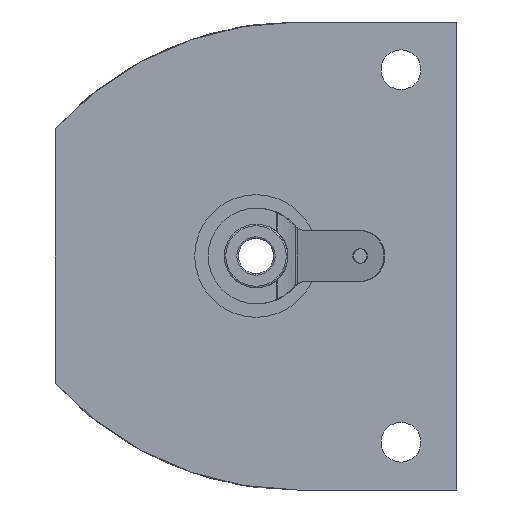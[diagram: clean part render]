
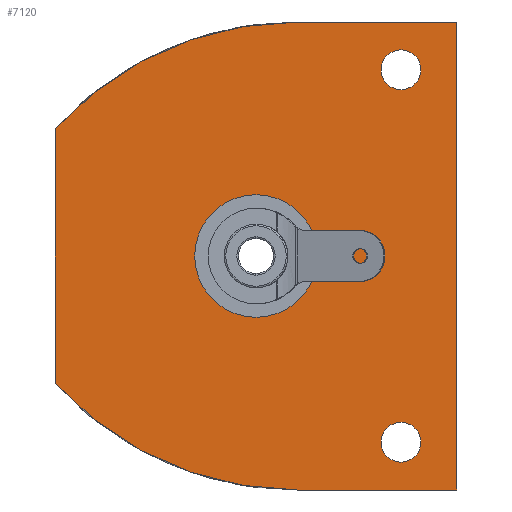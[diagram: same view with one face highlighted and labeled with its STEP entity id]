
A CAD part, left-side view. The second image highlights one B-rep face of the part: STEP entity #7120.
In plain terms, the highlighted planar face has unit normal (-1, 0, 0).
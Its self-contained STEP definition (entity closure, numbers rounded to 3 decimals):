
#26 = AXIS2_PLACEMENT_3D ( 'NONE', #33, #6432, #5198 ) ;
#33 = CARTESIAN_POINT ( 'NONE',  ( -30.6, 3.5, -11.695 ) ) ;
#83 = CIRCLE ( 'NONE', #26, 1.25 ) ;
#141 = CIRCLE ( 'NONE', #1319, 20.602 ) ;
#443 = CARTESIAN_POINT ( 'NONE',  ( -30.6, 3.5, 12.945 ) ) ;
#484 = CIRCLE ( 'NONE', #3355, 1.25 ) ;
#523 = CARTESIAN_POINT ( 'NONE',  ( -30.6, 12.6, 3.85 ) ) ;
#620 = EDGE_CURVE ( 'NONE', #7036, #2175, #484, .T. ) ;
#723 = CARTESIAN_POINT ( 'NONE',  ( -30.6, 10., 14.695 ) ) ;
#751 = CARTESIAN_POINT ( 'NONE',  ( -30.6, 0., 14.695 ) ) ;
#778 = ORIENTED_EDGE ( 'NONE', *, *, #6730, .T. ) ;
#1117 = EDGE_CURVE ( 'NONE', #1288, #4444, #6159, .T. ) ;
#1182 = VERTEX_POINT ( 'NONE', #6295 ) ;
#1213 = VERTEX_POINT ( 'NONE', #1842 ) ;
#1288 = VERTEX_POINT ( 'NONE', #2538 ) ;
#1319 = AXIS2_PLACEMENT_3D ( 'NONE', #2139, #6669, #3453 ) ;
#1334 = CARTESIAN_POINT ( 'NONE',  ( -30.6, 0., 14.695 ) ) ;
#1369 = CIRCLE ( 'NONE', #5960, 3.85 ) ;
#1423 = FACE_BOUND ( 'NONE', #8139, .T. ) ;
#1544 = EDGE_CURVE ( 'NONE', #2175, #7036, #8369, .T. ) ;
#1623 = LINE ( 'NONE', #3271, #6668 ) ;
#1629 = CARTESIAN_POINT ( 'NONE',  ( -30.6, 3.5, -10.445 ) ) ;
#1705 = EDGE_LOOP ( 'NONE', ( #4803, #8357, #7313, #4650, #3484, #2596 ) ) ;
#1815 = ORIENTED_EDGE ( 'NONE', *, *, #5282, .T. ) ;
#1842 = CARTESIAN_POINT ( 'NONE',  ( -30.6, 0., -14.695 ) ) ;
#2036 = DIRECTION ( 'NONE',  ( 0., 0., -1. ) ) ;
#2131 = CARTESIAN_POINT ( 'NONE',  ( -30.6, 3.5, 10.445 ) ) ;
#2139 = CARTESIAN_POINT ( 'NONE',  ( -30.6, 10., -5.907 ) ) ;
#2175 = VERTEX_POINT ( 'NONE', #2131 ) ;
#2268 = DIRECTION ( 'NONE',  ( 0., 0., -1. ) ) ;
#2538 = CARTESIAN_POINT ( 'NONE',  ( -30.6, 25.2, -8. ) ) ;
#2570 = VERTEX_POINT ( 'NONE', #4020 ) ;
#2596 = ORIENTED_EDGE ( 'NONE', *, *, #6888, .F. ) ;
#2840 = EDGE_CURVE ( 'NONE', #4519, #3794, #1369, .T. ) ;
#2884 = DIRECTION ( 'NONE',  ( 0., 0., -1. ) ) ;
#2911 = ORIENTED_EDGE ( 'NONE', *, *, #7215, .T. ) ;
#2933 = CIRCLE ( 'NONE', #3384, 3.85 ) ;
#3018 = DIRECTION ( 'NONE',  ( 1., 0., 0. ) ) ;
#3051 = DIRECTION ( 'NONE',  ( 1., 0., 0. ) ) ;
#3156 = PLANE ( 'NONE',  #8031 ) ;
#3198 = DIRECTION ( 'NONE',  ( 0., 0., -1. ) ) ;
#3271 = CARTESIAN_POINT ( 'NONE',  ( -30.6, 0., -14.695 ) ) ;
#3355 = AXIS2_PLACEMENT_3D ( 'NONE', #6696, #6196, #2884 ) ;
#3379 = DIRECTION ( 'NONE',  ( 0., -1., 0. ) ) ;
#3384 = AXIS2_PLACEMENT_3D ( 'NONE', #7922, #6548, #2036 ) ;
#3417 = EDGE_LOOP ( 'NONE', ( #1815, #778 ) ) ;
#3453 = DIRECTION ( 'NONE',  ( 0., 0., -1. ) ) ;
#3484 = ORIENTED_EDGE ( 'NONE', *, *, #7173, .F. ) ;
#3582 = VERTEX_POINT ( 'NONE', #1629 ) ;
#3680 = DIRECTION ( 'NONE',  ( 0., 0., -1. ) ) ;
#3757 = FACE_BOUND ( 'NONE', #6747, .T. ) ;
#3794 = VERTEX_POINT ( 'NONE', #6456 ) ;
#3830 = DIRECTION ( 'NONE',  ( 1., 0., 0. ) ) ;
#3845 = DIRECTION ( 'NONE',  ( 0., 0., -1. ) ) ;
#4020 = CARTESIAN_POINT ( 'NONE',  ( -30.6, 3.5, -12.945 ) ) ;
#4055 = EDGE_CURVE ( 'NONE', #7859, #4634, #7406, .T. ) ;
#4262 = AXIS2_PLACEMENT_3D ( 'NONE', #7565, #3051, #6470 ) ;
#4380 = CARTESIAN_POINT ( 'NONE',  ( -30.6, 12.6, 0. ) ) ;
#4444 = VERTEX_POINT ( 'NONE', #6284 ) ;
#4519 = VERTEX_POINT ( 'NONE', #523 ) ;
#4634 = VERTEX_POINT ( 'NONE', #1334 ) ;
#4650 = ORIENTED_EDGE ( 'NONE', *, *, #4804, .F. ) ;
#4803 = ORIENTED_EDGE ( 'NONE', *, *, #4055, .F. ) ;
#4804 = EDGE_CURVE ( 'NONE', #1182, #1288, #7097, .T. ) ;
#4896 = VECTOR ( 'NONE', #3379, 1000. ) ;
#4908 = ORIENTED_EDGE ( 'NONE', *, *, #620, .T. ) ;
#5070 = EDGE_CURVE ( 'NONE', #4444, #7859, #141, .T. ) ;
#5104 = ORIENTED_EDGE ( 'NONE', *, *, #2840, .T. ) ;
#5162 = FACE_OUTER_BOUND ( 'NONE', #1705, .T. ) ;
#5198 = DIRECTION ( 'NONE',  ( 0., 0., -1. ) ) ;
#5282 = EDGE_CURVE ( 'NONE', #2570, #3582, #83, .T. ) ;
#5473 = AXIS2_PLACEMENT_3D ( 'NONE', #7686, #3830, #3198 ) ;
#5842 = DIRECTION ( 'NONE',  ( 1., 0., 0. ) ) ;
#5960 = AXIS2_PLACEMENT_3D ( 'NONE', #4380, #3018, #3680 ) ;
#5971 = CARTESIAN_POINT ( 'NONE',  ( -30.6, 10., 5.907 ) ) ;
#6159 = LINE ( 'NONE', #6273, #7053 ) ;
#6196 = DIRECTION ( 'NONE',  ( 1., 0., 0. ) ) ;
#6215 = ORIENTED_EDGE ( 'NONE', *, *, #1544, .T. ) ;
#6273 = CARTESIAN_POINT ( 'NONE',  ( -30.6, 25.2, 8. ) ) ;
#6284 = CARTESIAN_POINT ( 'NONE',  ( -30.6, 25.2, 8. ) ) ;
#6295 = CARTESIAN_POINT ( 'NONE',  ( -30.6, 10., -14.695 ) ) ;
#6432 = DIRECTION ( 'NONE',  ( 1., 0., 0. ) ) ;
#6456 = CARTESIAN_POINT ( 'NONE',  ( -30.6, 12.6, -3.85 ) ) ;
#6470 = DIRECTION ( 'NONE',  ( 0., 0., -1. ) ) ;
#6548 = DIRECTION ( 'NONE',  ( 1., 0., 0. ) ) ;
#6586 = DIRECTION ( 'NONE',  ( 0., 0., 1. ) ) ;
#6668 = VECTOR ( 'NONE', #7788, 1000. ) ;
#6669 = DIRECTION ( 'NONE',  ( 1., 0., 0. ) ) ;
#6696 = CARTESIAN_POINT ( 'NONE',  ( -30.6, 3.5, 11.695 ) ) ;
#6730 = EDGE_CURVE ( 'NONE', #3582, #2570, #7576, .T. ) ;
#6747 = EDGE_LOOP ( 'NONE', ( #6215, #4908 ) ) ;
#6870 = VECTOR ( 'NONE', #2268, 1000. ) ;
#6888 = EDGE_CURVE ( 'NONE', #4634, #1213, #7879, .T. ) ;
#7036 = VERTEX_POINT ( 'NONE', #443 ) ;
#7053 = VECTOR ( 'NONE', #8325, 1000. ) ;
#7097 = CIRCLE ( 'NONE', #8128, 20.602 ) ;
#7120 = ADVANCED_FACE ( 'NONE', ( #7372, #3757, #1423, #5162 ), #3156, .F. ) ;
#7173 = EDGE_CURVE ( 'NONE', #1213, #1182, #1623, .T. ) ;
#7200 = DIRECTION ( 'NONE',  ( 1., 0., 0. ) ) ;
#7215 = EDGE_CURVE ( 'NONE', #3794, #4519, #2933, .T. ) ;
#7313 = ORIENTED_EDGE ( 'NONE', *, *, #1117, .F. ) ;
#7372 = FACE_BOUND ( 'NONE', #3417, .T. ) ;
#7406 = LINE ( 'NONE', #751, #4896 ) ;
#7565 = CARTESIAN_POINT ( 'NONE',  ( -30.6, 3.5, -11.695 ) ) ;
#7576 = CIRCLE ( 'NONE', #4262, 1.25 ) ;
#7686 = CARTESIAN_POINT ( 'NONE',  ( -30.6, 3.5, 11.695 ) ) ;
#7788 = DIRECTION ( 'NONE',  ( 0., 1., 0. ) ) ;
#7859 = VERTEX_POINT ( 'NONE', #723 ) ;
#7879 = LINE ( 'NONE', #8102, #6870 ) ;
#7922 = CARTESIAN_POINT ( 'NONE',  ( -30.6, 12.6, 0. ) ) ;
#8031 = AXIS2_PLACEMENT_3D ( 'NONE', #8322, #5842, #3845 ) ;
#8102 = CARTESIAN_POINT ( 'NONE',  ( -30.6, 0., 14.695 ) ) ;
#8128 = AXIS2_PLACEMENT_3D ( 'NONE', #5971, #7200, #6586 ) ;
#8139 = EDGE_LOOP ( 'NONE', ( #5104, #2911 ) ) ;
#8322 = CARTESIAN_POINT ( 'NONE',  ( -30.6, 10., -5.907 ) ) ;
#8325 = DIRECTION ( 'NONE',  ( 0., 0., 1. ) ) ;
#8357 = ORIENTED_EDGE ( 'NONE', *, *, #5070, .F. ) ;
#8369 = CIRCLE ( 'NONE', #5473, 1.25 ) ;
